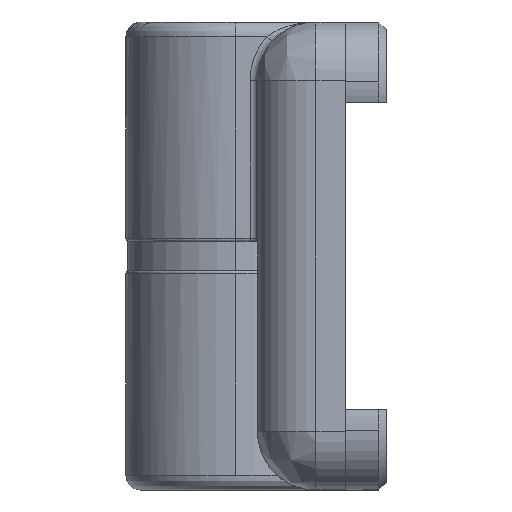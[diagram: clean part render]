
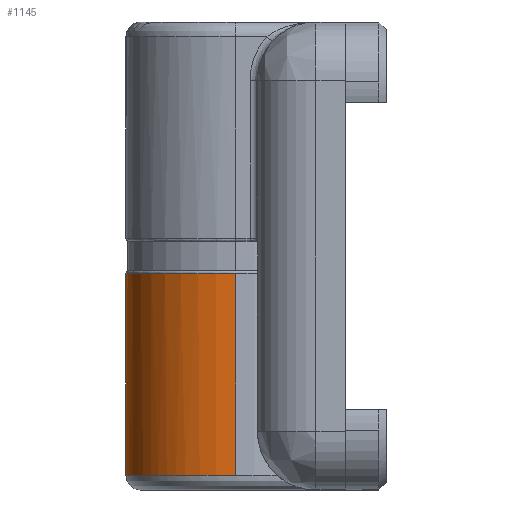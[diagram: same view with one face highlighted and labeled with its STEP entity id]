
A CAD part, left-side view. The second image highlights one B-rep face of the part: STEP entity #1145.
In plain terms, the highlighted cylindrical face has radius 7.5 mm (diameter 15 mm), a partial arc.
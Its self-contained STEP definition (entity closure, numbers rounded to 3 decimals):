
#203 = CARTESIAN_POINT ( 'NONE',  ( 9.558, -72.148, -0.978 ) ) ;
#258 = EDGE_CURVE ( 'NONE', #5365, #1588, #1288, .T. ) ;
#288 = CIRCLE ( 'NONE', #1784, 7.5 ) ;
#369 = CARTESIAN_POINT ( 'NONE',  ( 5.649, -65.523, -14.778 ) ) ;
#372 = FACE_OUTER_BOUND ( 'NONE', #9494, .T. ) ;
#404 = CARTESIAN_POINT ( 'NONE',  ( 7.903, -67.392, -14.778 ) ) ;
#541 = CARTESIAN_POINT ( 'NONE',  ( -5.442, -72.148, 16.222 ) ) ;
#1080 = DIRECTION ( 'NONE',  ( 0., 0., -1. ) ) ;
#1145 = ADVANCED_FACE ( 'NONE', ( #372 ), #3599, .T. ) ;
#1152 = CARTESIAN_POINT ( 'NONE',  ( 4.3, -64.954, -14.778 ) ) ;
#1185 = CARTESIAN_POINT ( 'NONE',  ( 9.558, -71.416, -14.778 ) ) ;
#1288 = LINE ( 'NONE', #1601, #4713 ) ;
#1366 = EDGE_CURVE ( 'NONE', #2224, #1588, #4880, .T. ) ;
#1469 = VECTOR ( 'NONE', #5840, 1000. ) ;
#1588 = VERTEX_POINT ( 'NONE', #8243 ) ;
#1601 = CARTESIAN_POINT ( 'NONE',  ( 9.558, -72.148, 16.222 ) ) ;
#1784 = AXIS2_PLACEMENT_3D ( 'NONE', #8877, #8150, #2066 ) ;
#1793 = CARTESIAN_POINT ( 'NONE',  ( 2.058, -72.148, 16.222 ) ) ;
#1823 = LINE ( 'NONE', #541, #1469 ) ;
#2066 = DIRECTION ( 'NONE',  ( -1., 0., 0. ) ) ;
#2147 = ORIENTED_EDGE ( 'NONE', *, *, #9737, .T. ) ;
#2224 = VERTEX_POINT ( 'NONE', #3137 ) ;
#2651 = CARTESIAN_POINT ( 'NONE',  ( -4.148, -67.873, -14.778 ) ) ;
#2729 = CARTESIAN_POINT ( 'NONE',  ( -5.118, -69.847, -14.778 ) ) ;
#2796 = CARTESIAN_POINT ( 'NONE',  ( -2.65, -66.264, -14.778 ) ) ;
#3045 = VERTEX_POINT ( 'NONE', #5710 ) ;
#3134 = DIRECTION ( 'NONE',  ( 0., 0., -1. ) ) ;
#3137 = CARTESIAN_POINT ( 'NONE',  ( -5.442, -72.148, -14.778 ) ) ;
#3179 = ORIENTED_EDGE ( 'NONE', *, *, #258, .T. ) ;
#3453 = CARTESIAN_POINT ( 'NONE',  ( -5.385, -71.083, -14.778 ) ) ;
#3515 = CARTESIAN_POINT ( 'NONE',  ( 2.127, -64.613, -14.778 ) ) ;
#3599 = CYLINDRICAL_SURFACE ( 'NONE', #9157, 7.5 ) ;
#4048 = ORIENTED_EDGE ( 'NONE', *, *, #1366, .F. ) ;
#4713 = VECTOR ( 'NONE', #3134, 1000. ) ;
#4880 = B_SPLINE_CURVE_WITH_KNOTS ( 'NONE', 3,
 ( #7252, #7927, #3453, #2729, #8713, #2651, #7222, #2796, #9527, #5061, #7896, #7964, #3515, #4924, #1152, #369, #8746, #5027, #404, #8682, #5689, #5721, #1185, #5793 ),
 .UNSPECIFIED., .F., .F.,
 ( 4, 2, 2, 2, 2, 2, 2, 2, 2, 2, 2, 4 ),
 ( 0., 0.068, 0.161, 0.254, 0.347, 0.441, 0.534, 0.627, 0.72, 0.814, 0.907, 1. ),
 .UNSPECIFIED. ) ;
#4924 = CARTESIAN_POINT ( 'NONE',  ( 3.583, -64.768, -14.778 ) ) ;
#5027 = CARTESIAN_POINT ( 'NONE',  ( 7.408, -66.842, -14.778 ) ) ;
#5061 = CARTESIAN_POINT ( 'NONE',  ( -0.75, -65.155, -14.778 ) ) ;
#5365 = VERTEX_POINT ( 'NONE', #203 ) ;
#5689 = CARTESIAN_POINT ( 'NONE',  ( 9.027, -69.282, -14.778 ) ) ;
#5710 = CARTESIAN_POINT ( 'NONE',  ( -5.442, -72.148, -0.978 ) ) ;
#5721 = CARTESIAN_POINT ( 'NONE',  ( 9.45, -70.684, -14.778 ) ) ;
#5793 = CARTESIAN_POINT ( 'NONE',  ( 9.558, -72.148, -14.778 ) ) ;
#5840 = DIRECTION ( 'NONE',  ( 0., 0., -1. ) ) ;
#7003 = EDGE_CURVE ( 'NONE', #3045, #2224, #1823, .T. ) ;
#7152 = ORIENTED_EDGE ( 'NONE', *, *, #7003, .F. ) ;
#7222 = CARTESIAN_POINT ( 'NONE',  ( -3.699, -67.285, -14.778 ) ) ;
#7252 = CARTESIAN_POINT ( 'NONE',  ( -5.442, -72.148, -14.778 ) ) ;
#7896 = CARTESIAN_POINT ( 'NONE',  ( -0.051, -64.914, -14.778 ) ) ;
#7927 = CARTESIAN_POINT ( 'NONE',  ( -5.442, -71.615, -14.778 ) ) ;
#7964 = CARTESIAN_POINT ( 'NONE',  ( 1.388, -64.642, -14.778 ) ) ;
#8150 = DIRECTION ( 'NONE',  ( 0., 0., -1. ) ) ;
#8243 = CARTESIAN_POINT ( 'NONE',  ( 9.558, -72.148, -14.778 ) ) ;
#8682 = CARTESIAN_POINT ( 'NONE',  ( 8.712, -68.612, -14.778 ) ) ;
#8713 = CARTESIAN_POINT ( 'NONE',  ( -4.858, -69.154, -14.778 ) ) ;
#8746 = CARTESIAN_POINT ( 'NONE',  ( 6.281, -65.907, -14.778 ) ) ;
#8877 = CARTESIAN_POINT ( 'NONE',  ( 2.058, -72.148, -0.978 ) ) ;
#9157 = AXIS2_PLACEMENT_3D ( 'NONE', #1793, #1080, #9351 ) ;
#9351 = DIRECTION ( 'NONE',  ( -1., 0., 0. ) ) ;
#9494 = EDGE_LOOP ( 'NONE', ( #7152, #2147, #3179, #4048 ) ) ;
#9527 = CARTESIAN_POINT ( 'NONE',  ( -2.05, -65.83, -14.778 ) ) ;
#9737 = EDGE_CURVE ( 'NONE', #3045, #5365, #288, .T. ) ;
